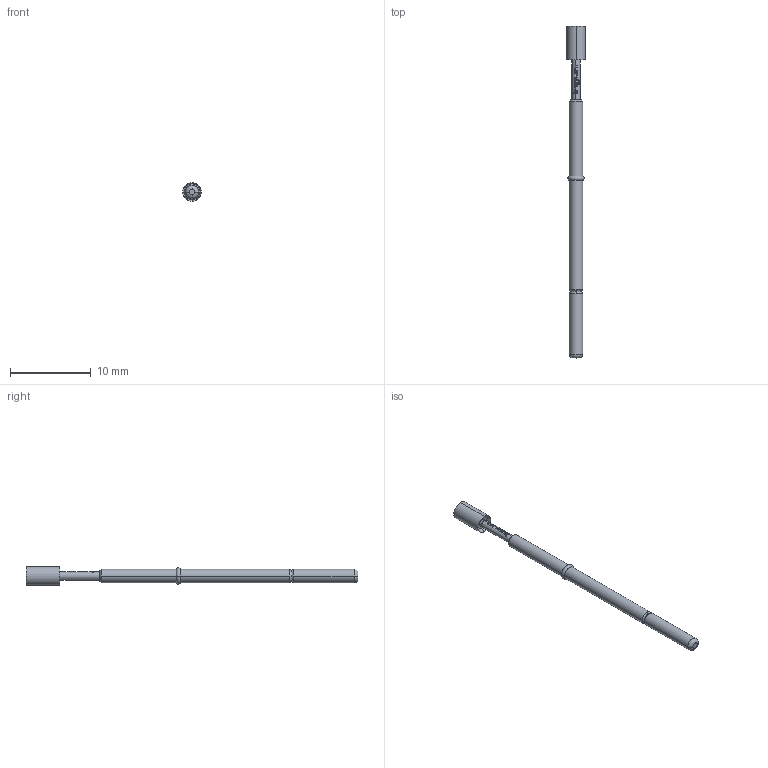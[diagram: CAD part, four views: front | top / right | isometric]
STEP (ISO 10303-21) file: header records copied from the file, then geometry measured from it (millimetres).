
FILE_DESCRIPTION (( 'STEP AP203' ), '1' );
FILE_NAME ('INGUN_GKS-112_003_230_A_xx10.STEP', '2020-08-24T10:16:56', ( '' ), ( '' ), 'SwSTEP 2.0', 'SolidWorks 2018', '' );
FILE_SCHEMA (( 'CONFIG_CONTROL_DESIGN' ));
Length unit declared in the file: millimetre
Products named in the file (1): INGUN_GKS-112_003_230_A_xx10
Bounding box: 2.3 x 41.1 x 2.3 mm (x, y, z)
Volume: 85.8 mm3; surface area: 231 mm2
Topology: 1 solids, 2 shells, 121 faces, 324 edges, 209 vertices
Faces by surface type: bspline 37, cylinder 35, plane 31, cone 10, torus 8
Entity records: 4841 total; most frequent: CARTESIAN_POINT 2254, ORIENTED_EDGE 644, DIRECTION 326, EDGE_CURVE 322, B_SPLINE_CURVE_WITH_KNOTS 222, VERTEX_POINT 209, AXIS2_PLACEMENT_3D 141, EDGE_LOOP 127
